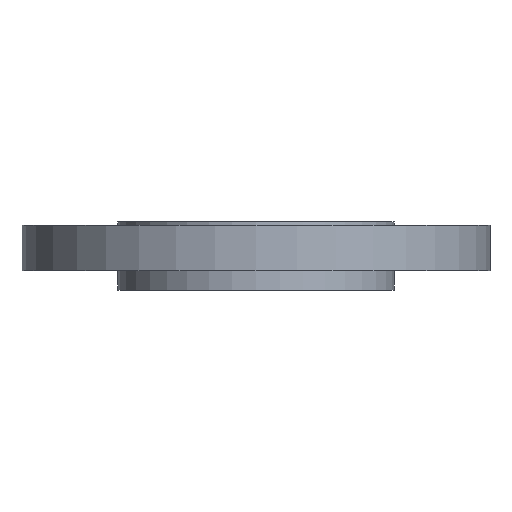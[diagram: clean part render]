
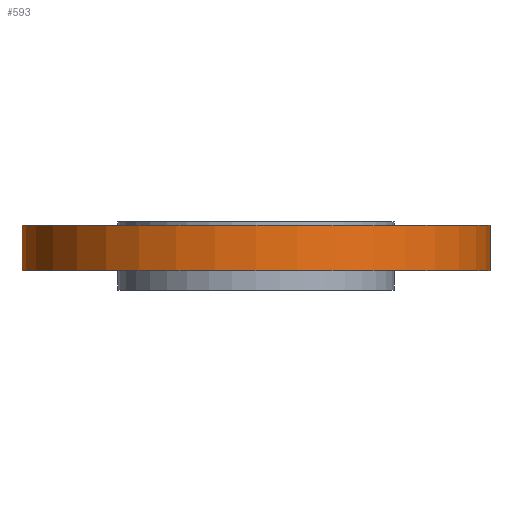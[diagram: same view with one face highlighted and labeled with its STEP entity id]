
A CAD part, front view. The second image highlights one B-rep face of the part: STEP entity #593.
In plain terms, the highlighted cylindrical face has radius 114.3 mm (diameter 228.6 mm), a partial arc.
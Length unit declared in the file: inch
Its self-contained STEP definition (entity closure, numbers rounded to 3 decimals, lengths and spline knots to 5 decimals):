
#8 = ORIENTED_EDGE ( 'NONE', *, *, #785, .F. ) ;
#28 = AXIS2_PLACEMENT_3D ( 'NONE', #107, #423, #732 ) ;
#35 = CARTESIAN_POINT ( 'NONE',  ( 4.5, 0., -0.0625 ) ) ;
#70 = LINE ( 'NONE', #374, #469 ) ;
#74 = CARTESIAN_POINT ( 'NONE',  ( -4.5, 0., -0.94 ) ) ;
#79 = VERTEX_POINT ( 'NONE', #74 ) ;
#98 = DIRECTION ( 'NONE',  ( 1., 0., 0. ) ) ;
#104 = EDGE_CURVE ( 'NONE', #79, #737, #70, .T. ) ;
#107 = CARTESIAN_POINT ( 'NONE',  ( 0., 0., -0.0625 ) ) ;
#200 = CARTESIAN_POINT ( 'NONE',  ( 4.5, 0., -0.94 ) ) ;
#224 = VECTOR ( 'NONE', #250, 39.37008 ) ;
#236 = DIRECTION ( 'NONE',  ( 0., 0., 1. ) ) ;
#250 = DIRECTION ( 'NONE',  ( 0., 0., 1. ) ) ;
#260 = EDGE_CURVE ( 'NONE', #797, #375, #316, .T. ) ;
#290 = DIRECTION ( 'NONE',  ( 1., 0., 0. ) ) ;
#316 = LINE ( 'NONE', #868, #224 ) ;
#374 = CARTESIAN_POINT ( 'NONE',  ( -4.5, 0., -13.66792 ) ) ;
#375 = VERTEX_POINT ( 'NONE', #35 ) ;
#394 = ORIENTED_EDGE ( 'NONE', *, *, #260, .T. ) ;
#398 = CARTESIAN_POINT ( 'NONE',  ( -4.5, 0., -0.0625 ) ) ;
#423 = DIRECTION ( 'NONE',  ( 0., 0., 1. ) ) ;
#457 = CARTESIAN_POINT ( 'NONE',  ( 0., 0., -13.66792 ) ) ;
#468 = EDGE_CURVE ( 'NONE', #737, #375, #859, .T. ) ;
#469 = VECTOR ( 'NONE', #236, 39.37008 ) ;
#506 = DIRECTION ( 'NONE',  ( 0., 0., -1. ) ) ;
#535 = DIRECTION ( 'NONE',  ( 0., 0., 1. ) ) ;
#586 = EDGE_LOOP ( 'NONE', ( #777, #8, #394, #743 ) ) ;
#593 = ADVANCED_FACE ( 'NONE', ( #837 ), #762, .T. ) ;
#732 = DIRECTION ( 'NONE',  ( 1., 0., 0. ) ) ;
#737 = VERTEX_POINT ( 'NONE', #398 ) ;
#743 = ORIENTED_EDGE ( 'NONE', *, *, #468, .F. ) ;
#762 = CYLINDRICAL_SURFACE ( 'NONE', #840, 4.5 ) ;
#777 = ORIENTED_EDGE ( 'NONE', *, *, #104, .F. ) ;
#785 = EDGE_CURVE ( 'NONE', #797, #79, #1002, .T. ) ;
#797 = VERTEX_POINT ( 'NONE', #200 ) ;
#803 = AXIS2_PLACEMENT_3D ( 'NONE', #893, #506, #98 ) ;
#837 = FACE_OUTER_BOUND ( 'NONE', #586, .T. ) ;
#840 = AXIS2_PLACEMENT_3D ( 'NONE', #457, #535, #290 ) ;
#859 = CIRCLE ( 'NONE', #28, 4.5 ) ;
#868 = CARTESIAN_POINT ( 'NONE',  ( 4.5, 0., -13.66792 ) ) ;
#893 = CARTESIAN_POINT ( 'NONE',  ( 0., 0., -0.94 ) ) ;
#1002 = CIRCLE ( 'NONE', #803, 4.5 ) ;
